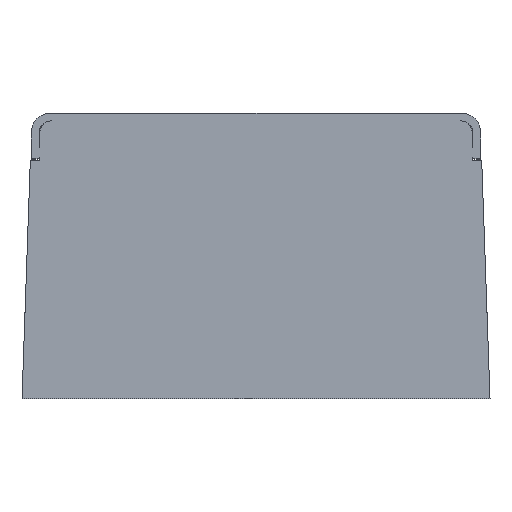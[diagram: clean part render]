
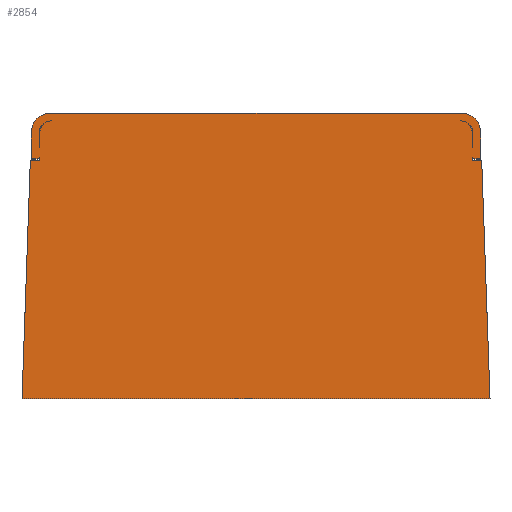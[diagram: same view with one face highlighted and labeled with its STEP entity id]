
A CAD part, top view. The second image highlights one B-rep face of the part: STEP entity #2854.
In plain terms, the highlighted planar face has unit normal (0, 0, 1).
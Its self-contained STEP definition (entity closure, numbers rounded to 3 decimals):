
#372=CARTESIAN_POINT('',(51.5,31.,30.));
#373=DIRECTION('',(0.,0.,1.));
#374=DIRECTION('',(1.,0.,0.));
#375=AXIS2_PLACEMENT_3D('',#372,#373,#374);
#377=DIRECTION('',(0.,1.,0.));
#378=VECTOR('',#377,3.6);
#379=CARTESIAN_POINT('',(54.5,27.4,30.));
#380=LINE('',#379,#378);
#381=CARTESIAN_POINT('',(53.7,28.,30.));
#382=DIRECTION('',(0.,0.,-1.));
#383=DIRECTION('',(1.,0.,0.));
#384=AXIS2_PLACEMENT_3D('',#381,#382,#383);
#386=DIRECTION('',(0.,-1.,0.));
#387=VECTOR('',#386,3.);
#388=CARTESIAN_POINT('',(54.7,31.,30.));
#389=LINE('',#388,#387);
#390=CARTESIAN_POINT('',(51.7,31.,30.));
#391=DIRECTION('',(0.,0.,-1.));
#392=DIRECTION('',(0.,1.,0.));
#393=AXIS2_PLACEMENT_3D('',#390,#391,#392);
#395=DIRECTION('',(0.,-1.,0.));
#396=VECTOR('',#395,0.673);
#397=CARTESIAN_POINT('',(-54.5,24.673,30.));
#398=LINE('',#397,#396);
#399=CARTESIAN_POINT('',(-55.2,26.,30.));
#400=DIRECTION('',(0.,0.,1.));
#401=DIRECTION('',(0.,-1.,0.));
#402=AXIS2_PLACEMENT_3D('',#399,#400,#401);
#404=DIRECTION('',(1.,0.,0.));
#405=VECTOR('',#404,1.5);
#406=CARTESIAN_POINT('',(-56.7,24.5,30.));
#407=LINE('',#406,#405);
#408=DIRECTION('',(0.,-1.,0.));
#409=VECTOR('',#408,6.5);
#410=CARTESIAN_POINT('',(-56.7,31.,30.));
#411=LINE('',#410,#409);
#412=CARTESIAN_POINT('',(-51.7,31.,30.));
#413=DIRECTION('',(0.,0.,1.));
#414=DIRECTION('',(0.,1.,0.));
#415=AXIS2_PLACEMENT_3D('',#412,#413,#414);
#417=DIRECTION('',(-1.,0.,0.));
#418=VECTOR('',#417,103.4);
#419=CARTESIAN_POINT('',(51.7,36.,30.));
#420=LINE('',#419,#418);
#421=CARTESIAN_POINT('',(51.7,31.,30.));
#422=DIRECTION('',(0.,0.,1.));
#423=DIRECTION('',(1.,0.,0.));
#424=AXIS2_PLACEMENT_3D('',#421,#422,#423);
#426=DIRECTION('',(0.,1.,0.));
#427=VECTOR('',#426,6.5);
#428=CARTESIAN_POINT('',(56.7,24.5,30.));
#429=LINE('',#428,#427);
#430=DIRECTION('',(1.,0.,0.));
#431=VECTOR('',#430,1.5);
#432=CARTESIAN_POINT('',(55.2,24.5,30.));
#433=LINE('',#432,#431);
#434=CARTESIAN_POINT('',(55.2,26.,30.));
#435=DIRECTION('',(0.,0.,1.));
#436=DIRECTION('',(-0.467,-0.884,0.));
#437=AXIS2_PLACEMENT_3D('',#434,#435,#436);
#439=DIRECTION('',(0.,1.,0.));
#440=VECTOR('',#439,0.673);
#441=CARTESIAN_POINT('',(54.5,24.,30.));
#442=LINE('',#441,#440);
#443=DIRECTION('',(-1.,0.,0.));
#444=VECTOR('',#443,2.405);
#445=CARTESIAN_POINT('',(56.905,24.,30.));
#446=LINE('',#445,#444);
#447=DIRECTION('',(-0.035,0.999,0.));
#448=VECTOR('',#447,60.037);
#449=CARTESIAN_POINT('',(59.,-36.,30.));
#450=LINE('',#449,#448);
#451=DIRECTION('',(1.,0.,0.));
#452=VECTOR('',#451,118.);
#453=CARTESIAN_POINT('',(-59.,-36.,30.));
#454=LINE('',#453,#452);
#455=DIRECTION('',(-0.035,-0.999,0.));
#456=VECTOR('',#455,60.037);
#457=CARTESIAN_POINT('',(-56.905,24.,30.));
#458=LINE('',#457,#456);
#459=DIRECTION('',(-1.,0.,0.));
#460=VECTOR('',#459,2.405);
#461=CARTESIAN_POINT('',(-54.5,24.,30.));
#462=LINE('',#461,#460);
#463=CARTESIAN_POINT('',(-51.7,31.,30.));
#464=DIRECTION('',(0.,0.,-1.));
#465=DIRECTION('',(-1.,0.,0.));
#466=AXIS2_PLACEMENT_3D('',#463,#464,#465);
#468=DIRECTION('',(0.,1.,0.));
#469=VECTOR('',#468,3.);
#470=CARTESIAN_POINT('',(-54.7,28.,30.));
#471=LINE('',#470,#469);
#472=CARTESIAN_POINT('',(-53.7,28.,30.));
#473=DIRECTION('',(0.,0.,-1.));
#474=DIRECTION('',(-0.8,-0.6,0.));
#475=AXIS2_PLACEMENT_3D('',#472,#473,#474);
#477=DIRECTION('',(0.,-1.,0.));
#478=VECTOR('',#477,3.6);
#479=CARTESIAN_POINT('',(-54.5,31.,30.));
#480=LINE('',#479,#478);
#481=CARTESIAN_POINT('',(-51.5,31.,30.));
#482=DIRECTION('',(0.,0.,1.));
#483=DIRECTION('',(-0.067,0.998,0.));
#484=AXIS2_PLACEMENT_3D('',#481,#482,#483);
#1960=CARTESIAN_POINT('',(-54.5,24.,30.));
#1961=CARTESIAN_POINT('',(-56.905,24.,30.));
#1962=VERTEX_POINT('',#1960);
#1963=VERTEX_POINT('',#1961);
#1964=CARTESIAN_POINT('',(-59.,-36.,30.));
#1965=VERTEX_POINT('',#1964);
#1966=CARTESIAN_POINT('',(59.,-36.,30.));
#1967=VERTEX_POINT('',#1966);
#1968=CARTESIAN_POINT('',(56.905,24.,30.));
#1969=VERTEX_POINT('',#1968);
#1970=CARTESIAN_POINT('',(54.5,24.,30.));
#1971=VERTEX_POINT('',#1970);
#2033=CARTESIAN_POINT('',(54.5,31.,30.));
#2035=VERTEX_POINT('',#2033);
#2041=CARTESIAN_POINT('',(-54.5,31.,30.));
#2043=VERTEX_POINT('',#2041);
#2072=CARTESIAN_POINT('',(51.7,34.,30.));
#2073=CARTESIAN_POINT('',(54.7,31.,30.));
#2074=VERTEX_POINT('',#2072);
#2075=VERTEX_POINT('',#2073);
#2076=CARTESIAN_POINT('',(54.7,28.,30.));
#2077=VERTEX_POINT('',#2076);
#2078=CARTESIAN_POINT('',(55.2,24.5,30.));
#2079=CARTESIAN_POINT('',(56.7,24.5,30.));
#2080=VERTEX_POINT('',#2078);
#2081=VERTEX_POINT('',#2079);
#2082=CARTESIAN_POINT('',(56.7,31.,30.));
#2083=VERTEX_POINT('',#2082);
#2084=CARTESIAN_POINT('',(51.7,36.,30.));
#2085=VERTEX_POINT('',#2084);
#2086=CARTESIAN_POINT('',(-51.7,36.,30.));
#2087=VERTEX_POINT('',#2086);
#2088=CARTESIAN_POINT('',(-56.7,31.,30.));
#2089=VERTEX_POINT('',#2088);
#2090=CARTESIAN_POINT('',(-56.7,24.5,30.));
#2091=VERTEX_POINT('',#2090);
#2092=CARTESIAN_POINT('',(-55.2,24.5,30.));
#2093=VERTEX_POINT('',#2092);
#2094=CARTESIAN_POINT('',(-54.7,28.,30.));
#2095=CARTESIAN_POINT('',(-54.7,31.,30.));
#2096=VERTEX_POINT('',#2094);
#2097=VERTEX_POINT('',#2095);
#2098=CARTESIAN_POINT('',(-51.7,34.,30.));
#2099=VERTEX_POINT('',#2098);
#2105=CARTESIAN_POINT('',(54.5,24.673,30.));
#2107=VERTEX_POINT('',#2105);
#2113=CARTESIAN_POINT('',(54.5,27.4,30.));
#2115=VERTEX_POINT('',#2113);
#2137=CARTESIAN_POINT('',(-54.5,27.4,30.));
#2139=VERTEX_POINT('',#2137);
#2145=CARTESIAN_POINT('',(-54.5,24.673,30.));
#2147=VERTEX_POINT('',#2145);
#2799=CARTESIAN_POINT('',(0.,0.,30.));
#2800=DIRECTION('',(0.,0.,1.));
#2801=DIRECTION('',(1.,0.,0.));
#2802=AXIS2_PLACEMENT_3D('',#2799,#2800,#2801);
#2803=PLANE('',#2802);
#2805=ORIENTED_EDGE('',*,*,#2804,.F.);
#2807=ORIENTED_EDGE('',*,*,#2806,.F.);
#2809=ORIENTED_EDGE('',*,*,#2808,.F.);
#2811=ORIENTED_EDGE('',*,*,#2810,.F.);
#2813=ORIENTED_EDGE('',*,*,#2812,.F.);
#2815=ORIENTED_EDGE('',*,*,#2814,.F.);
#2817=ORIENTED_EDGE('',*,*,#2816,.F.);
#2819=ORIENTED_EDGE('',*,*,#2818,.F.);
#2821=ORIENTED_EDGE('',*,*,#2820,.F.);
#2823=ORIENTED_EDGE('',*,*,#2822,.F.);
#2825=ORIENTED_EDGE('',*,*,#2824,.F.);
#2827=ORIENTED_EDGE('',*,*,#2826,.F.);
#2829=ORIENTED_EDGE('',*,*,#2828,.F.);
#2831=ORIENTED_EDGE('',*,*,#2830,.F.);
#2833=ORIENTED_EDGE('',*,*,#2832,.F.);
#2835=ORIENTED_EDGE('',*,*,#2834,.F.);
#2836=EDGE_LOOP('',(#2805,#2807,#2809,#2811,#2813,#2815,#2817,#2819,#2821,#2823,
#2825,#2827,#2829,#2831,#2833,#2835));
#2837=FACE_OUTER_BOUND('',#2836,.F.);
#2838=ORIENTED_EDGE('',*,*,#2720,.F.);
#2839=ORIENTED_EDGE('',*,*,#2746,.F.);
#2840=ORIENTED_EDGE('',*,*,#2762,.F.);
#2841=ORIENTED_EDGE('',*,*,#2780,.F.);
#2842=ORIENTED_EDGE('',*,*,#2793,.F.);
#2843=EDGE_LOOP('',(#2838,#2839,#2840,#2841,#2842));
#2844=FACE_BOUND('',#2843,.F.);
#2846=ORIENTED_EDGE('',*,*,#2845,.F.);
#2848=ORIENTED_EDGE('',*,*,#2847,.F.);
#2849=ORIENTED_EDGE('',*,*,#2637,.F.);
#2850=ORIENTED_EDGE('',*,*,#2620,.F.);
#2851=ORIENTED_EDGE('',*,*,#2506,.F.);
#2852=EDGE_LOOP('',(#2846,#2848,#2849,#2850,#2851));
#2853=FACE_BOUND('',#2852,.F.);
#376=CIRCLE('',#375,3.);
#385=CIRCLE('',#384,1.);
#394=CIRCLE('',#393,3.);
#403=CIRCLE('',#402,1.5);
#416=CIRCLE('',#415,5.);
#425=CIRCLE('',#424,5.);
#438=CIRCLE('',#437,1.5);
#467=CIRCLE('',#466,3.);
#476=CIRCLE('',#475,1.);
#485=CIRCLE('',#484,3.);
#2506=EDGE_CURVE('',#2099,#2043,#485,.T.);
#2620=EDGE_CURVE('',#2043,#2139,#480,.T.);
#2637=EDGE_CURVE('',#2139,#2096,#476,.T.);
#2720=EDGE_CURVE('',#2035,#2074,#376,.T.);
#2746=EDGE_CURVE('',#2115,#2035,#380,.T.);
#2762=EDGE_CURVE('',#2077,#2115,#385,.T.);
#2780=EDGE_CURVE('',#2075,#2077,#389,.T.);
#2793=EDGE_CURVE('',#2074,#2075,#394,.T.);
#2804=EDGE_CURVE('',#2147,#1962,#398,.T.);
#2806=EDGE_CURVE('',#2093,#2147,#403,.T.);
#2808=EDGE_CURVE('',#2091,#2093,#407,.T.);
#2810=EDGE_CURVE('',#2089,#2091,#411,.T.);
#2812=EDGE_CURVE('',#2087,#2089,#416,.T.);
#2814=EDGE_CURVE('',#2085,#2087,#420,.T.);
#2816=EDGE_CURVE('',#2083,#2085,#425,.T.);
#2818=EDGE_CURVE('',#2081,#2083,#429,.T.);
#2820=EDGE_CURVE('',#2080,#2081,#433,.T.);
#2822=EDGE_CURVE('',#2107,#2080,#438,.T.);
#2824=EDGE_CURVE('',#1971,#2107,#442,.T.);
#2826=EDGE_CURVE('',#1969,#1971,#446,.T.);
#2828=EDGE_CURVE('',#1967,#1969,#450,.T.);
#2830=EDGE_CURVE('',#1965,#1967,#454,.T.);
#2832=EDGE_CURVE('',#1963,#1965,#458,.T.);
#2834=EDGE_CURVE('',#1962,#1963,#462,.T.);
#2845=EDGE_CURVE('',#2097,#2099,#467,.T.);
#2847=EDGE_CURVE('',#2096,#2097,#471,.T.);
#2854=ADVANCED_FACE('',(#2837,#2844,#2853),#2803,.T.);
